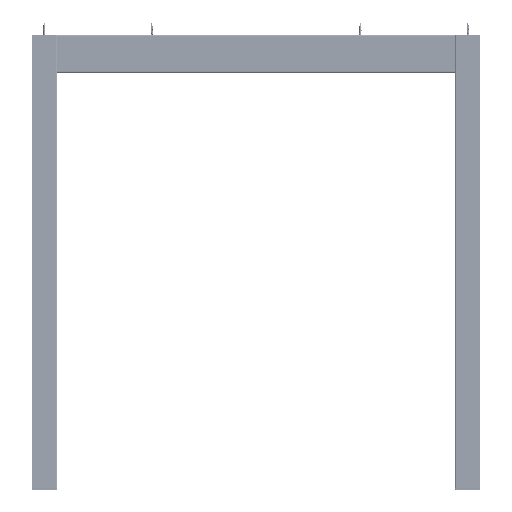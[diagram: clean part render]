
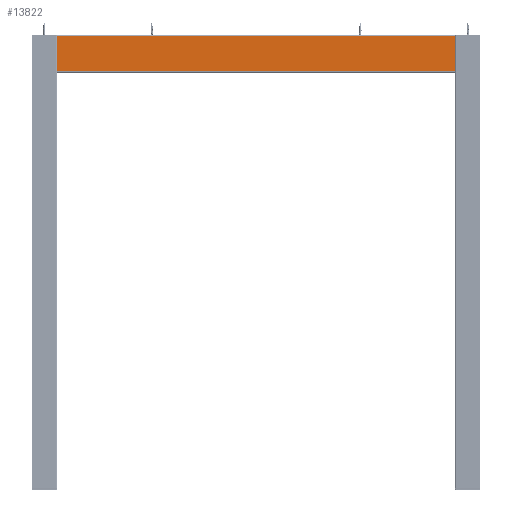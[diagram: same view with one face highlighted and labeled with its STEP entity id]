
A CAD part, front view. The second image highlights one B-rep face of the part: STEP entity #13822.
In plain terms, the highlighted planar face has unit normal (0, -1, 0).
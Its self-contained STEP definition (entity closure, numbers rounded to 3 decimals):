
#1273=FACE_OUTER_BOUND('',#2095,.T.);
#2095=EDGE_LOOP('',(#9783,#9784,#9785,#9786));
#3751=LINE('',#21796,#4808);
#3785=LINE('',#21920,#4842);
#3786=LINE('',#21923,#4843);
#3787=LINE('',#21924,#4844);
#4808=VECTOR('',#16930,10.);
#4842=VECTOR('',#17068,10.);
#4843=VECTOR('',#17071,10.);
#4844=VECTOR('',#17072,10.);
#5918=VERTEX_POINT('',#21793);
#5919=VERTEX_POINT('',#21795);
#5957=VERTEX_POINT('',#21918);
#5958=VERTEX_POINT('',#21922);
#7332=EDGE_CURVE('',#5918,#5919,#3751,.T.);
#7396=EDGE_CURVE('',#5957,#5918,#3785,.T.);
#7397=EDGE_CURVE('',#5958,#5957,#3786,.T.);
#7398=EDGE_CURVE('',#5958,#5919,#3787,.T.);
#9783=ORIENTED_EDGE('',*,*,#7396,.F.);
#9784=ORIENTED_EDGE('',*,*,#7397,.F.);
#9785=ORIENTED_EDGE('',*,*,#7398,.T.);
#9786=ORIENTED_EDGE('',*,*,#7332,.F.);
#13493=PLANE('',#15013);
#13822=ADVANCED_FACE('',(#1273),#13493,.T.);
#15013=AXIS2_PLACEMENT_3D('',#21921,#17069,#17070);
#16930=DIRECTION('',(-1.,0.,0.));
#17068=DIRECTION('',(0.,0.,-1.));
#17069=DIRECTION('center_axis',(0.,-1.,0.));
#17070=DIRECTION('ref_axis',(1.,0.,0.));
#17071=DIRECTION('',(1.,0.,0.));
#17072=DIRECTION('',(0.,0.,-1.));
#21793=CARTESIAN_POINT('',(28.,-15.,-315.));
#21795=CARTESIAN_POINT('',(-28.,-15.,-315.));
#21796=CARTESIAN_POINT('',(28.,-15.,-315.));
#21918=CARTESIAN_POINT('',(28.,-15.,315.));
#21920=CARTESIAN_POINT('',(28.,-15.,0.));
#21921=CARTESIAN_POINT('Origin',(-28.,-15.,0.));
#21922=CARTESIAN_POINT('',(-28.,-15.,315.));
#21923=CARTESIAN_POINT('',(28.,-15.,315.));
#21924=CARTESIAN_POINT('',(-28.,-15.,0.));
